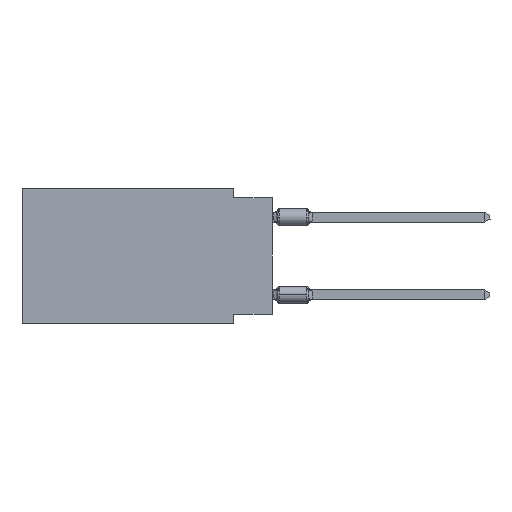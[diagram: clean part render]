
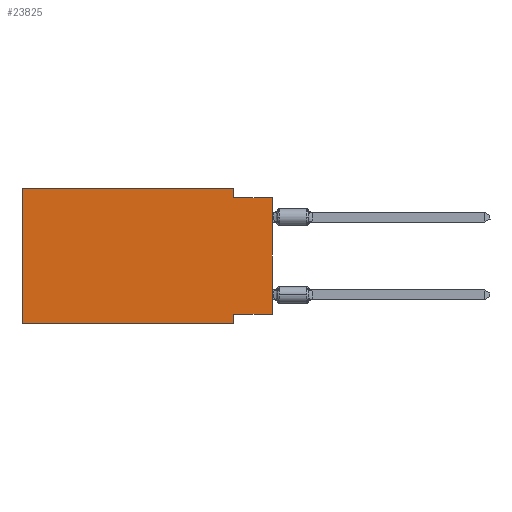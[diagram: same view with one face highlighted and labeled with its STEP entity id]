
A CAD part, left-side view. The second image highlights one B-rep face of the part: STEP entity #23825.
In plain terms, the highlighted planar face has unit normal (-1, 0, 0).
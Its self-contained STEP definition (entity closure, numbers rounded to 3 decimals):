
#63 = DIRECTION ( 'NONE',  ( 0., 0., 1. ) ) ;
#78 = ORIENTED_EDGE ( 'NONE', *, *, #23566, .F. ) ;
#217 = VERTEX_POINT ( 'NONE', #19758 ) ;
#710 = LINE ( 'NONE', #33742, #27372 ) ;
#1013 = CARTESIAN_POINT ( 'NONE',  ( 0., 0., -8.255 ) ) ;
#1559 = ORIENTED_EDGE ( 'NONE', *, *, #9386, .F. ) ;
#1566 = VECTOR ( 'NONE', #6064, 1000. ) ;
#1787 = LINE ( 'NONE', #7642, #18814 ) ;
#1803 = CARTESIAN_POINT ( 'NONE',  ( 0., 2.54, 0. ) ) ;
#1867 = LINE ( 'NONE', #21425, #22315 ) ;
#2770 = FACE_OUTER_BOUND ( 'NONE', #28050, .T. ) ;
#3707 = VERTEX_POINT ( 'NONE', #23176 ) ;
#4163 = VERTEX_POINT ( 'NONE', #7083 ) ;
#5127 = CARTESIAN_POINT ( 'NONE',  ( 0., 16.383, -8.89 ) ) ;
#5581 = LINE ( 'NONE', #21214, #27763 ) ;
#6064 = DIRECTION ( 'NONE',  ( 0., 0., -1. ) ) ;
#6700 = LINE ( 'NONE', #1013, #29373 ) ;
#7083 = CARTESIAN_POINT ( 'NONE',  ( 0., 2.54, 0. ) ) ;
#7250 = VERTEX_POINT ( 'NONE', #33026 ) ;
#7642 = CARTESIAN_POINT ( 'NONE',  ( 0., 0., 0. ) ) ;
#7919 = EDGE_CURVE ( 'NONE', #4163, #18542, #23337, .T. ) ;
#8708 = ORIENTED_EDGE ( 'NONE', *, *, #18593, .F. ) ;
#9386 = EDGE_CURVE ( 'NONE', #19701, #22688, #11406, .T. ) ;
#10157 = ORIENTED_EDGE ( 'NONE', *, *, #32068, .T. ) ;
#10877 = EDGE_CURVE ( 'NONE', #3707, #17017, #5581, .T. ) ;
#11406 = LINE ( 'NONE', #30405, #1566 ) ;
#12919 = AXIS2_PLACEMENT_3D ( 'NONE', #33152, #30477, #16984 ) ;
#15155 = DIRECTION ( 'NONE',  ( 0., 0., -1. ) ) ;
#15204 = ORIENTED_EDGE ( 'NONE', *, *, #7919, .F. ) ;
#15478 = CARTESIAN_POINT ( 'NONE',  ( 0., 2.54, -8.89 ) ) ;
#16197 = CARTESIAN_POINT ( 'NONE',  ( 0., 2.54, -8.255 ) ) ;
#16809 = PLANE ( 'NONE',  #12919 ) ;
#16984 = DIRECTION ( 'NONE',  ( 0., 0., -1. ) ) ;
#17017 = VERTEX_POINT ( 'NONE', #20304 ) ;
#18542 = VERTEX_POINT ( 'NONE', #21334 ) ;
#18593 = EDGE_CURVE ( 'NONE', #18542, #217, #710, .T. ) ;
#18640 = ORIENTED_EDGE ( 'NONE', *, *, #10877, .F. ) ;
#18814 = VECTOR ( 'NONE', #28629, 1000. ) ;
#19701 = VERTEX_POINT ( 'NONE', #16197 ) ;
#19758 = CARTESIAN_POINT ( 'NONE',  ( 0., 0., -0.635 ) ) ;
#20304 = CARTESIAN_POINT ( 'NONE',  ( 0., 16.383, 0. ) ) ;
#21214 = CARTESIAN_POINT ( 'NONE',  ( 0., 16.383, 0. ) ) ;
#21334 = CARTESIAN_POINT ( 'NONE',  ( 0., 2.54, -0.635 ) ) ;
#21425 = CARTESIAN_POINT ( 'NONE',  ( 0., 16.383, 0. ) ) ;
#22315 = VECTOR ( 'NONE', #23576, 1000. ) ;
#22688 = VERTEX_POINT ( 'NONE', #15478 ) ;
#22713 = DIRECTION ( 'NONE',  ( 0., 1., 0. ) ) ;
#22921 = DIRECTION ( 'NONE',  ( 0., -1., 0. ) ) ;
#23176 = CARTESIAN_POINT ( 'NONE',  ( 0., 16.383, -8.89 ) ) ;
#23337 = LINE ( 'NONE', #1803, #25884 ) ;
#23566 = EDGE_CURVE ( 'NONE', #7250, #19701, #6700, .T. ) ;
#23576 = DIRECTION ( 'NONE',  ( 0., -1., 0. ) ) ;
#23825 = ADVANCED_FACE ( 'NONE', ( #2770 ), #16809, .F. ) ;
#25884 = VECTOR ( 'NONE', #15155, 1000. ) ;
#26798 = LINE ( 'NONE', #5127, #33114 ) ;
#27319 = ORIENTED_EDGE ( 'NONE', *, *, #27538, .T. ) ;
#27372 = VECTOR ( 'NONE', #22921, 1000. ) ;
#27538 = EDGE_CURVE ( 'NONE', #3707, #22688, #26798, .T. ) ;
#27763 = VECTOR ( 'NONE', #63, 1000. ) ;
#28050 = EDGE_LOOP ( 'NONE', ( #10157, #8708, #15204, #32898, #18640, #27319, #1559, #78 ) ) ;
#28629 = DIRECTION ( 'NONE',  ( 0., 0., 1. ) ) ;
#29169 = EDGE_CURVE ( 'NONE', #17017, #4163, #1867, .T. ) ;
#29373 = VECTOR ( 'NONE', #22713, 1000. ) ;
#30405 = CARTESIAN_POINT ( 'NONE',  ( 0., 2.54, -8.89 ) ) ;
#30477 = DIRECTION ( 'NONE',  ( 1., 0., 0. ) ) ;
#32068 = EDGE_CURVE ( 'NONE', #7250, #217, #1787, .T. ) ;
#32898 = ORIENTED_EDGE ( 'NONE', *, *, #29169, .F. ) ;
#33026 = CARTESIAN_POINT ( 'NONE',  ( 0., 0., -8.255 ) ) ;
#33114 = VECTOR ( 'NONE', #34968, 1000. ) ;
#33152 = CARTESIAN_POINT ( 'NONE',  ( 0., 16.383, 0. ) ) ;
#33742 = CARTESIAN_POINT ( 'NONE',  ( 0., 0., -0.635 ) ) ;
#34968 = DIRECTION ( 'NONE',  ( 0., -1., 0. ) ) ;
